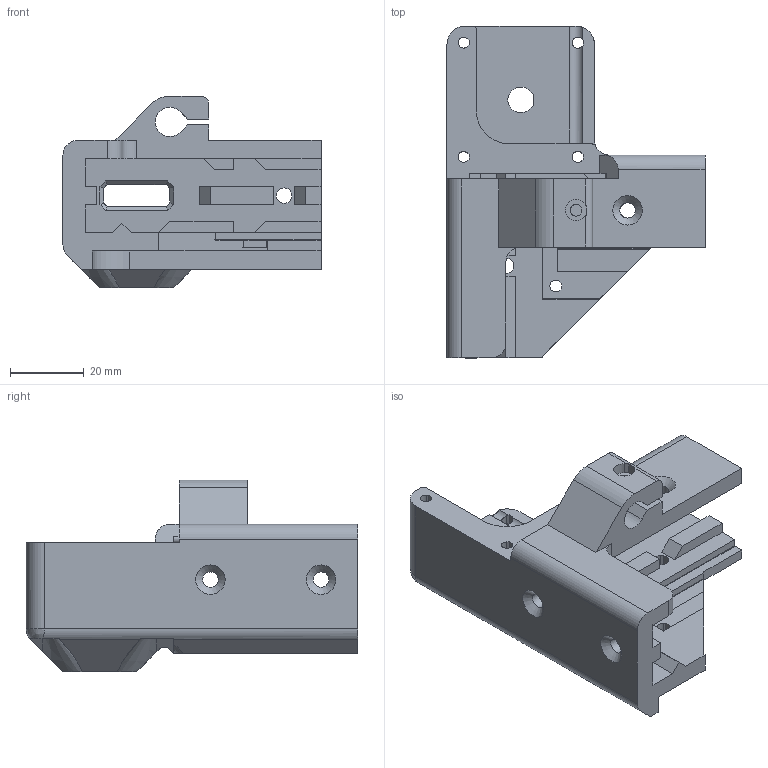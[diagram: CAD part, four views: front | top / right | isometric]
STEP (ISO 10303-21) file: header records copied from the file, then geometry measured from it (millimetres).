
FILE_DESCRIPTION(('FreeCAD Model'),'2;1');
FILE_NAME('LBackCorner.step','2018-04-05T12:12:39',( 'Author'),(''),'Open CASCADE STEP processor 6.9','FreeCAD','Unknown' );
FILE_SCHEMA(('AUTOMOTIVE_DESIGN_CC2 { 1 2 10303 214 -1 1 5 4 }'));
Length unit declared in the file: millimetre
Products named in the file (2): ASSEMBLY; LBackCorner
Assembly tree (1 placements, depth 2):
  ASSEMBLY
    LBackCorner
Bounding box: 70 x 90 x 52 mm (x, y, z)
Volume: 62057.9 mm3; surface area: 25745.7 mm2
Topology: 1 solids, 1 shells, 234 faces, 668 edges, 433 vertices
Faces by surface type: plane 170, cylinder 48, cone 8, sphere 4, bspline 4
Full cylindrical faces by diameter (mm): 4.2 x4
Entity records: 19566 total; most frequent: CARTESIAN_POINT 6403, DIRECTION 2395, LINE 1626, VECTOR 1626, ORIENTED_EDGE 1332, PCURVE 1332, DEFINITIONAL_REPRESENTATION 1332, EDGE_CURVE 666
